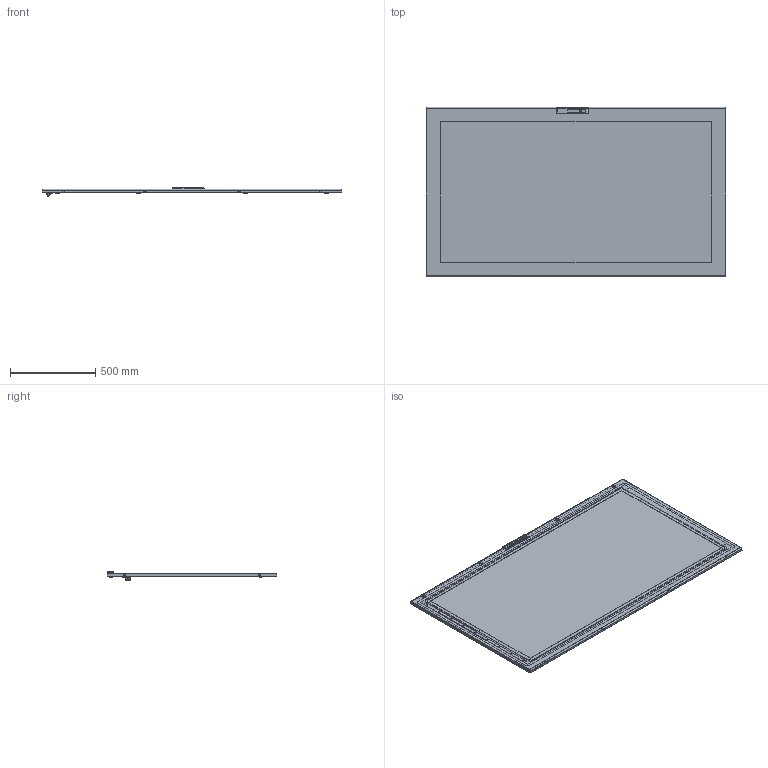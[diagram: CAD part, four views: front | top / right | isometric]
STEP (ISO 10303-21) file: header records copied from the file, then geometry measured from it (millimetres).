
FILE_DESCRIPTION (( 'STEP AP203' ), '1' );
FILE_NAME ('1800x1000.step', '2011-02-16T12:33:01', ( 'User' ), ( 'DKC' ), 'SwSTEP 2.0', 'SolidWorks 2010', '' );
FILE_SCHEMA (( 'CONFIG_CONTROL_DESIGN' ));
Length unit declared in the file: millimetre
Products named in the file (32): ASTINA Superiore_1800; Vetro porta quadro_R5CPTE18100; Nut M6_Hexagon Nut ISO - 4034 - M6 - S; ASTINA Inferiore_1800; Çåðêàëüíî îòðàçèòüboccola AC00C378; linguetta_AC00C387; distanziale di gomma per RAM BLOCK_Default; Hex Flange Bolt M6x10_ISO 4162 - M6 x 12 x 12-S; AC00C254_Default; hinge AC00C170_Default; terminator for door.SLDPRT; Wood screw 4.2x13_Tapping screw DIN 7049-ST4.2x13-F-H-S; ribattino AC00C377; Montante verticale + Traversa orizzontale interno porta_Traversa orizzontale-verticale 1000; hermetic for transparente door_1800x1000; Sostegno autoallineante per porta AC00C446; boccola AC00C378; sealant for sviluppo porta quadro_1800x1000; AC00C184 dado telaio interno porta_Default; land; Çåðêàëüíî îòðàçèòüterminator for door.SLDPRT; Çåðêàëüíî îòðàçèòüterminator for door.SLDPRT1; Çåðêàëüíî îòðàçèòüribattino AC00C377; maniglia RAM BLOCK modificated_AC00C505; AC00C400 Quadro IP55 Guida aste_Default; RAMBLOCK montata modificated_Default; Sviluppo porta transparente quadro_1800X1000; 1800x1000; Ingranaggio per cariglione modificated_AC00C388; inserto chiave per maniglia RAM BLOCK_AC00C389; Sealing ring; basetta esterna_AC00C506
Assembly tree (59 placements, depth 3):
  1800x1000
    Nut M6_Hexagon Nut ISO - 4034 - M6 - S  x4
    Vetro porta quadro_R5CPTE18100
    land  x8
    Wood screw 4.2x13_Tapping screw DIN 7049-ST4.2x13-F-H-S  x5
    Çåðêàëüíî îòðàçèòüterminator for door.SLDPRT1
      Çåðêàëüíî îòðàçèòüribattino AC00C377
      Çåðêàëüíî îòðàçèòüboccola AC00C378
    terminator for door.SLDPRT  x2
      boccola AC00C378
      ribattino AC00C377
    AC00C254_Default  x4
    AC00C184 dado telaio interno porta_Default  x2
    hinge AC00C170_Default  x4
    Sostegno autoallineante per porta AC00C446
    Sviluppo porta transparente quadro_1800X1000
    Çåðêàëüíî îòðàçèòüterminator for door.SLDPRT
      Çåðêàëüíî îòðàçèòüribattino AC00C377
      Çåðêàëüíî îòðàçèòüboccola AC00C378
    AC00C400 Quadro IP55 Guida aste_Default  x4
    linguetta_AC00C387
    ASTINA Inferiore_1800
    distanziale di gomma per RAM BLOCK_Default  x2
    Montante verticale + Traversa orizzontale interno porta_Traversa orizzontale-verticale 1000
    ASTINA Superiore_1800
    hermetic for transparente door_1800x1000
    RAMBLOCK montata modificated_Default
      Sealing ring
      inserto chiave per maniglia RAM BLOCK_AC00C389
      Ingranaggio per cariglione modificated_AC00C388
      basetta esterna_AC00C506
      maniglia RAM BLOCK modificated_AC00C505
    sealant for sviluppo porta quadro_1800x1000
    Hex Flange Bolt M6x10_ISO 4162 - M6 x 12 x 12-S
Bounding box: 1755 x 994 x 52.65 mm (x, y, z)
Volume: 7607024.5 mm3; surface area: 4572996.4 mm2
Topology: 64 solids, 64 shells, 5201 faces, 14276 edges, 9238 vertices
Faces by surface type: bspline 2303, cylinder 1386, plane 1001, cone 461, torus 40, sphere 10
Entity records: 72675 total; most frequent: CARTESIAN_POINT 28593, ORIENTED_EDGE 9026, DIRECTION 7466, EDGE_CURVE 4513, VERTEX_POINT 2884, AXIS2_PLACEMENT_3D 2685, LINE 2096, VECTOR 2096
